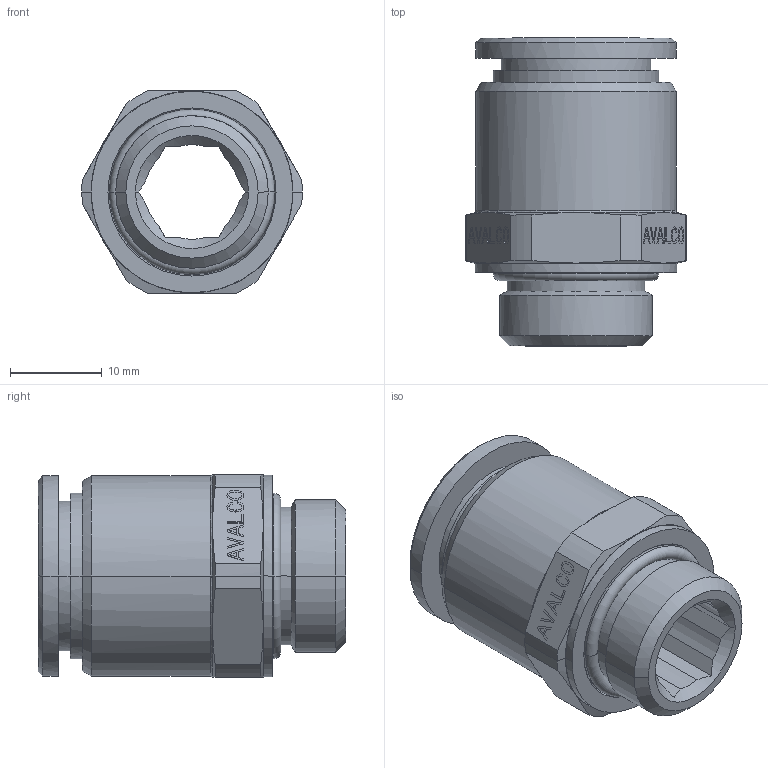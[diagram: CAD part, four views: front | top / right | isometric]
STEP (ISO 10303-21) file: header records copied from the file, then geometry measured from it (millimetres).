
FILE_DESCRIPTION(('CATIA V5 STEP Exchange'),'2;1');
FILE_NAME('PN511B-14G38.stp','2018-04-14T17:47:04+00:00',('none'),('none'),'CATIA Version 5 Release 21 GA (IN-10)','CATIA V5 STEP AP203','none');
FILE_SCHEMA(('CONFIG_CONTROL_DESIGN'));
Length unit declared in the file: millimetre
Products named in the file (1): PN511B-14G38
Bounding box: 24 x 33.5 x 22.08 mm (x, y, z)
Volume: 6355 mm3; surface area: 4722.4 mm2
Topology: 2 solids, 2 shells, 438 faces, 1175 edges, 772 vertices
Faces by surface type: plane 368, cone 32, cylinder 30, torus 8
Entity records: 13556 total; most frequent: CARTESIAN_POINT 2977, ORIENTED_EDGE 2350, DIRECTION 1836, EDGE_CURVE 1175, VECTOR 1001, LINE 1001, VERTEX_POINT 772, EDGE_LOOP 473
